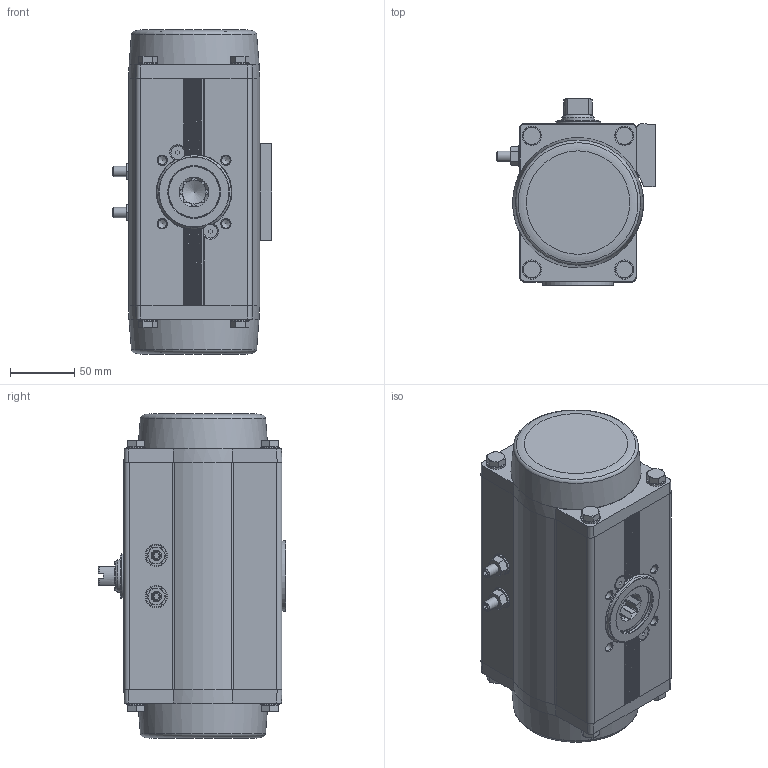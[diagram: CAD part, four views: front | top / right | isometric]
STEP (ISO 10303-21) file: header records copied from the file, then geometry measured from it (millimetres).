
FILE_DESCRIPTION(/* description */ ('STEP AP214'),/* implementation_level */ '2;1');
FILE_NAME(/* name */ '8102820_DFPD-120-RP-90-RS60-F07-R3-C',/* time_stamp */ '2024-08-15T16:56:35+02:00',/* author */ ('License CC BY-ND 4.0'),/* organization */ ('CADENAS'),/* preprocessor_version */ 'ST-DEVELOPER v19.3',/* originating_system */ 'PARTsolutions',/* authorisation */ ' ');
FILE_SCHEMA (('AUTOMOTIVE_DESIGN {1 0 10303 214 3 1 1}'));
Length unit declared in the file: millimetre
Products named in the file (7): 8102820 DFPD-120-RP-90-RS60-F07-R3-C---(0); 8042188 DFPD-120-90-RS-F07-C-----(housing); 8042188 DFPD-120(F04_0)---(shaft); 3639455 SCHEIBE 8.2X16X1.5-1.4301; DIN 934 - M8(F); 5087181 DFPD-60/80/120-C--(adj); 8101071 DFPD-CTR-F07--(ctr)
Assembly tree (9 placements, depth 2):
  8102820 DFPD-120-RP-90-RS60-F07-R3-C---(0)
    8042188 DFPD-120-90-RS-F07-C-----(housing)
    8042188 DFPD-120(F04_0)---(shaft)
    3639455 SCHEIBE 8.2X16X1.5-1.4301  x2
    DIN 934 - M8(F)  x2
    5087181 DFPD-60/80/120-C--(adj)  x2
    8101071 DFPD-CTR-F07--(ctr)
Bounding box: 124.2 x 146 x 252.3 mm (x, y, z)
Volume: 2746349.5 mm3; surface area: 181744.4 mm2
Topology: 9 solids, 9 shells, 643 faces, 1470 edges, 905 vertices
Faces by surface type: plane 329, cone 138, cylinder 136, torus 38, sphere 2
Full cylindrical faces by diameter (mm): 2 x2, 4.134 x8, 4.917 x1, 6.647 x8, 8 x2, 8.2 x2, 8.5 x2, 10 x2, 10.57 x2, 11.445 x2, 12.8 x1, 13 x2, 15 x8, 16 x2, 17.2 x2, 24 x1, 25 x3, 29.7 x2, 29.9 x1, 35 x2, 36 x1, 40 x3, 40.5 x2, 46 x1, 55 x1, 58 x2
Entity records: 16604 total; most frequent: CARTESIAN_POINT 3406, DIRECTION 2722, ORIENTED_EDGE 2446, EDGE_CURVE 1223, AXIS2_PLACEMENT_3D 1091, FACE_BOUND 846, VERTEX_POINT 841, EDGE_LOOP 836
